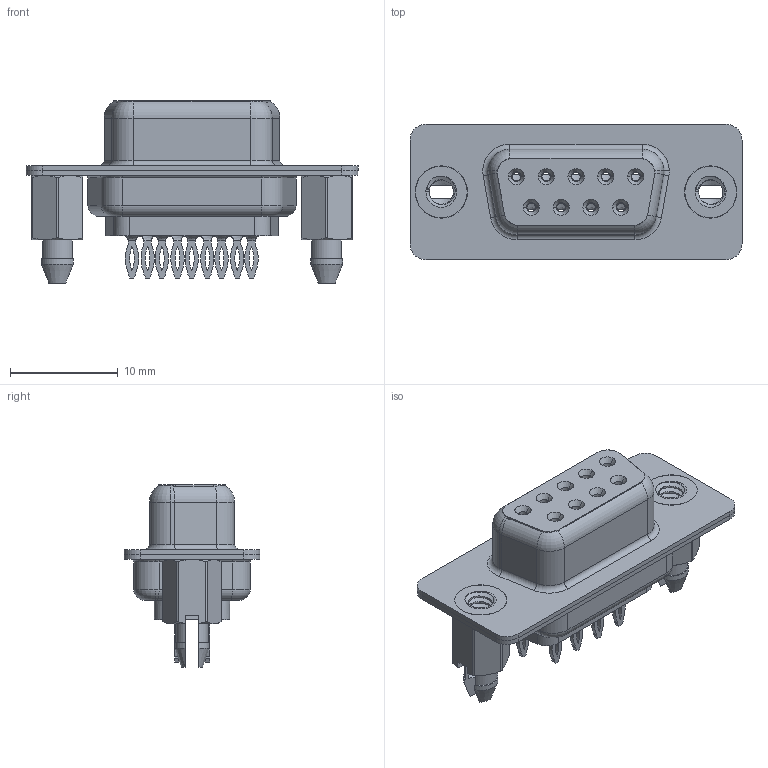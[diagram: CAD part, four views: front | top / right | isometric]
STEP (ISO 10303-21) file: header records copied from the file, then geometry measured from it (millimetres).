
FILE_DESCRIPTION (( 'STEP AP203' ), '1' );
FILE_NAME ('628-009-226-066.STEP', '2020-07-13T19:03:03', ( '' ), ( '' ), 'SwSTEP 2.0', 'SolidWorks 2020', '' );
FILE_SCHEMA (( 'CONFIG_CONTROL_DESIGN' ));
Length unit declared in the file: millimetre
Products named in the file (7): 628 Contact Row 2_26L; 628-009-226-066; 628 Shell Front_09 Contacts; 628 Housing_09 LP; 628 Contact Row 1_26L; 628 Shell Rear_09 Contacts; 628 4-40 Threaded Boardlock_LP
Assembly tree (14 placements, depth 2):
  628-009-226-066
    628 Housing_09 LP
    628 Shell Front_09 Contacts
    628 Shell Rear_09 Contacts
    628 Contact Row 1_26L  x5
    628 Contact Row 2_26L  x4
    628 4-40 Threaded Boardlock_LP  x2
Bounding box: 30.8 x 12.6 x 16.9 mm (x, y, z)
Volume: 1872.7 mm3; surface area: 4768.7 mm2
Topology: 14 solids, 14 shells, 1262 faces, 3203 edges, 2005 vertices
Faces by surface type: cylinder 412, plane 342, torus 225, bspline 222, cone 61
Entity records: 21037 total; most frequent: CARTESIAN_POINT 6585, DIRECTION 2850, ORIENTED_EDGE 2848, EDGE_CURVE 1424, AXIS2_PLACEMENT_3D 1157, VERTEX_POINT 895, EDGE_LOOP 647, CIRCLE 615
